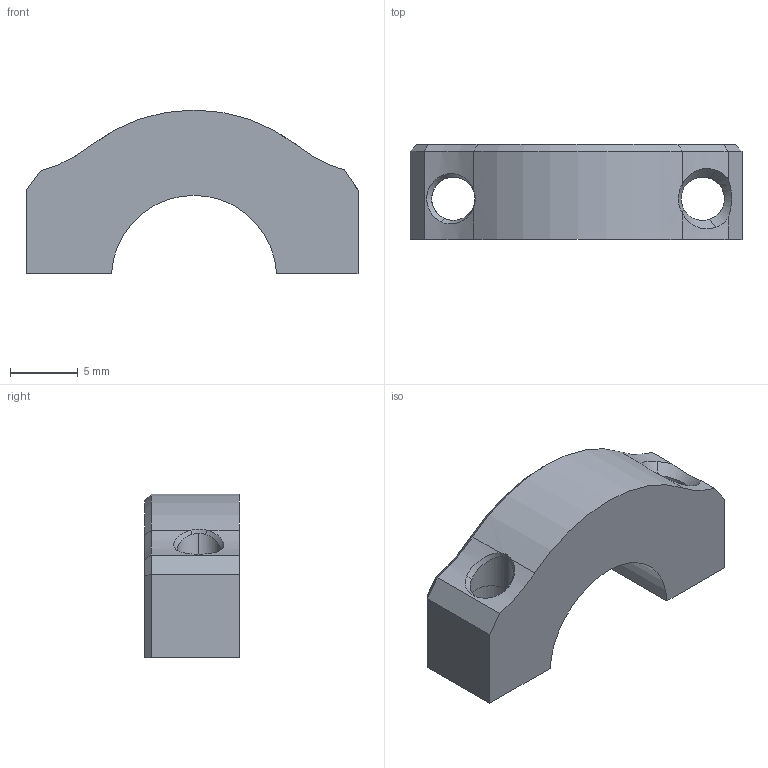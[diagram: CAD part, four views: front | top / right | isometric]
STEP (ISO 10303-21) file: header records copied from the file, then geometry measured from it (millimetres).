
FILE_DESCRIPTION (( 'STEP AP214' ), '1' );
FILE_NAME ('E3Dv6_clamp.STEP', '2024-12-08T11:54:18', ( '' ), ( '' ), 'SwSTEP 2.0', 'SolidWorks 2024', '' );
FILE_SCHEMA (( 'AUTOMOTIVE_DESIGN' ));
Length unit declared in the file: millimetre
Products named in the file (1): E3Dv6_clamp
Bounding box: 24.5 x 7 x 12.1 mm (x, y, z)
Volume: 1100.3 mm3; surface area: 1028.5 mm2
Topology: 1 solids, 1 shells, 48 faces, 120 edges, 74 vertices
Faces by surface type: cylinder 18, plane 15, bspline 8, cone 7
Entity records: 3209 total; most frequent: CARTESIAN_POINT 1568, ORIENTED_EDGE 240, DIRECTION 203, EDGE_CURVE 120, VERTEX_POINT 74, AXIS2_PLACEMENT_3D 74, LINE 55, VECTOR 55
